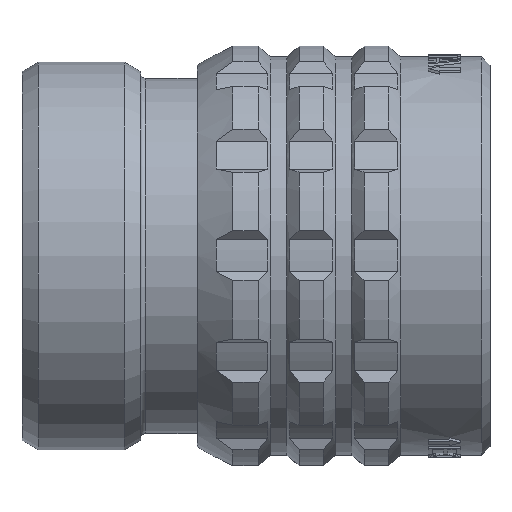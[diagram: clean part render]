
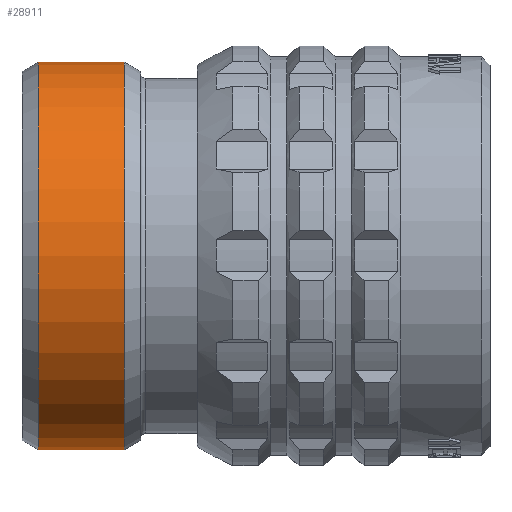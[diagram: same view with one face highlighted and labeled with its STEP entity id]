
A CAD part, top view. The second image highlights one B-rep face of the part: STEP entity #28911.
In plain terms, the highlighted cylindrical face has radius 11.925 mm (diameter 23.85 mm), a partial arc.
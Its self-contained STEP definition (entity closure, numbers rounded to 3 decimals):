
#2923=CARTESIAN_POINT('',(1.,0.,0.));
#2924=DIRECTION('',(1.,0.,0.));
#2925=DIRECTION('',(0.,1.,0.));
#2926=AXIS2_PLACEMENT_3D('',#2923,#2924,#2925);
#2928=CARTESIAN_POINT('',(6.3,0.,0.));
#2929=DIRECTION('',(1.,0.,0.));
#2930=DIRECTION('',(0.,1.,0.));
#2931=AXIS2_PLACEMENT_3D('',#2928,#2929,#2930);
#2933=DIRECTION('',(-1.,0.,0.));
#2934=VECTOR('',#2933,5.3);
#2935=CARTESIAN_POINT('',(6.3,11.925,0.));
#2936=LINE('1963',#2935,#2934);
#2937=DIRECTION('',(-1.,0.,0.));
#2938=VECTOR('',#2937,5.3);
#2939=CARTESIAN_POINT('',(6.3,-11.925,0.));
#2940=LINE('1969',#2939,#2938);
#22146=CARTESIAN_POINT('',(6.3,11.925,0.));
#22148=VERTEX_POINT('',#22146);
#22149=CARTESIAN_POINT('',(1.,11.925,0.));
#22150=VERTEX_POINT('',#22149);
#22158=CARTESIAN_POINT('',(6.3,-11.925,0.));
#22160=VERTEX_POINT('',#22158);
#22161=CARTESIAN_POINT('',(1.,-11.925,0.));
#22162=VERTEX_POINT('',#22161);
#28897=CARTESIAN_POINT('',(-1.44,0.,0.));
#28898=DIRECTION('',(1.,0.,0.));
#28899=DIRECTION('',(0.,-1.,0.));
#28900=AXIS2_PLACEMENT_3D('',#28897,#28898,#28899);
#28901=CYLINDRICAL_SURFACE('278',#28900,11.925);
#28903=ORIENTED_EDGE('1963',*,*,#28902,.F.);
#28905=ORIENTED_EDGE('1981',*,*,#28904,.T.);
#28907=ORIENTED_EDGE('1969',*,*,#28906,.T.);
#28908=ORIENTED_EDGE('1982',*,*,#28883,.F.);
#28909=EDGE_LOOP('278',(#28903,#28905,#28907,#28908));
#28910=FACE_OUTER_BOUND('278',#28909,.F.);
#2927=CIRCLE('1982',#2926,11.925);
#2932=CIRCLE('1981',#2931,11.925);
#28883=EDGE_CURVE('1982',#22150,#22162,#2927,.T.);
#28902=EDGE_CURVE('1963',#22148,#22150,#2936,.T.);
#28904=EDGE_CURVE('1981',#22148,#22160,#2932,.T.);
#28906=EDGE_CURVE('1969',#22160,#22162,#2940,.T.);
#28911=ADVANCED_FACE('278',(#28910),#28901,.T.);
